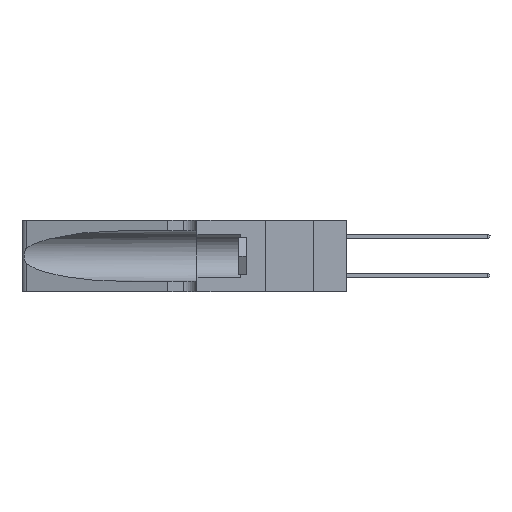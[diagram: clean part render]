
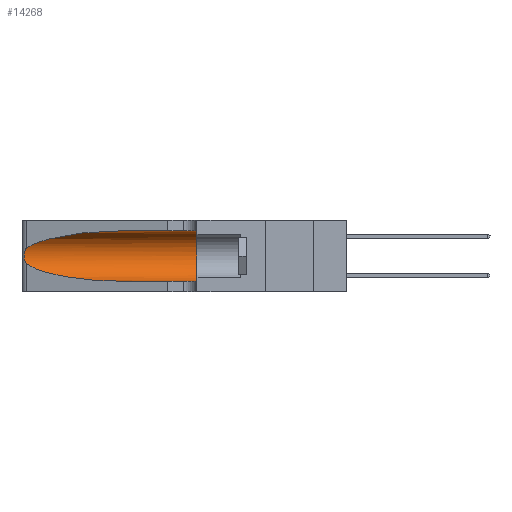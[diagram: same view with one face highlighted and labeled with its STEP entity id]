
A CAD part, left-side view. The second image highlights one B-rep face of the part: STEP entity #14268.
In plain terms, the highlighted cylindrical face has radius 3.308 mm (diameter 6.617 mm), a partial arc.
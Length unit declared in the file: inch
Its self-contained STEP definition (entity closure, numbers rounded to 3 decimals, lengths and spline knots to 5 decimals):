
#40 = VERTEX_POINT ( 'NONE', #8882 ) ;
#593 = FACE_OUTER_BOUND ( 'NONE', #7823, .T. ) ;
#1135 = LINE ( 'NONE', #10486, #17080 ) ;
#1647 = CARTESIAN_POINT ( 'NONE',  ( 0.26018, 1.23835, 0.19895 ) ) ;
#1688 = VERTEX_POINT ( 'NONE', #26824 ) ;
#1732 = CARTESIAN_POINT ( 'NONE',  ( 0.18966, 0.96281, 0.31525 ) ) ;
#2934 = EDGE_CURVE ( 'NONE', #23985, #40, #19763, .T. ) ;
#3797 = CARTESIAN_POINT ( 'NONE',  ( 0.26075, 1.23896, 0.178 ) ) ;
#3872 = CARTESIAN_POINT ( 'NONE',  ( 0.1305, 0.72297, 0.31525 ) ) ;
#4379 = VERTEX_POINT ( 'NONE', #14855 ) ;
#4462 = CIRCLE ( 'NONE', #26056, 0.13025 ) ;
#5321 = ORIENTED_EDGE ( 'NONE', *, *, #15115, .T. ) ;
#5903 = CARTESIAN_POINT ( 'NONE',  ( 0.25856, 1.23593, 0.16098 ) ) ;
#6445 = CARTESIAN_POINT ( 'NONE',  ( 0.25487, 1.22718, 0.14631 ) ) ;
#6719 = DIRECTION ( 'NONE',  ( 0., -1., 0. ) ) ;
#6962 = CARTESIAN_POINT ( 'NONE',  ( 0.25487, 1.22718, 0.14631 ) ) ;
#7293 = VERTEX_POINT ( 'NONE', #6962 ) ;
#7389 = CARTESIAN_POINT ( 'NONE',  ( 0.1305, 1.61858, 0.185 ) ) ;
#7823 = EDGE_LOOP ( 'NONE', ( #23229, #13176, #5321, #15566, #16385, #22207 ) ) ;
#7892 = CARTESIAN_POINT ( 'NONE',  ( 0.25487, 1.22718, 0.22369 ) ) ;
#7980 = CARTESIAN_POINT ( 'NONE',  ( 0.25639, 1.23186, 0.15144 ) ) ;
#8064 = CARTESIAN_POINT ( 'NONE',  ( 0.2373, 1.15595, 0.28018 ) ) ;
#8186 = LINE ( 'NONE', #25614, #24571 ) ;
#8513 = CARTESIAN_POINT ( 'NONE',  ( 0.18966, 0.96281, 0.05475 ) ) ;
#8882 = CARTESIAN_POINT ( 'NONE',  ( 0.25487, 1.22718, 0.22369 ) ) ;
#9383 = DIRECTION ( 'NONE',  ( 0., -1., 0. ) ) ;
#9979 = CARTESIAN_POINT ( 'NONE',  ( 0.25555, 1.22994, 0.2215 ) ) ;
#10044 = CARTESIAN_POINT ( 'NONE',  ( 0.1305, 0.35, 0.185 ) ) ;
#10067 = CARTESIAN_POINT ( 'NONE',  ( 0.25487, 1.22718, 0.14631 ) ) ;
#10486 = CARTESIAN_POINT ( 'NONE',  ( 0.1305, 1.61858, 0.31525 ) ) ;
#12057 = CARTESIAN_POINT ( 'NONE',  ( 0.25639, 1.23184, 0.21858 ) ) ;
#12111 = DIRECTION ( 'NONE',  ( 0., 0., 1. ) ) ;
#13176 = ORIENTED_EDGE ( 'NONE', *, *, #14945, .T. ) ;
#13353 = DIRECTION ( 'NONE',  ( 0., -1., 0. ) ) ;
#14136 = CARTESIAN_POINT ( 'NONE',  ( 0.25854, 1.2359, 0.20912 ) ) ;
#14173 = EDGE_CURVE ( 'NONE', #4379, #1688, #8186, .T. ) ;
#14268 = ADVANCED_FACE ( 'NONE', ( #593 ), #16581, .F. ) ;
#14654 = CARTESIAN_POINT ( 'NONE',  ( 0.2373, 1.15595, 0.08982 ) ) ;
#14855 = CARTESIAN_POINT ( 'NONE',  ( 0.1305, 0.72297, 0.05475 ) ) ;
#14945 = EDGE_CURVE ( 'NONE', #40, #7293, #22534, .T. ) ;
#15115 = EDGE_CURVE ( 'NONE', #7293, #4379, #17768, .T. ) ;
#15566 = ORIENTED_EDGE ( 'NONE', *, *, #14173, .T. ) ;
#16205 = CARTESIAN_POINT ( 'NONE',  ( 0.26075, 1.23896, 0.19203 ) ) ;
#16385 = ORIENTED_EDGE ( 'NONE', *, *, #24334, .F. ) ;
#16581 = CYLINDRICAL_SURFACE ( 'NONE', #18068, 0.13025 ) ;
#17080 = VECTOR ( 'NONE', #6719, 39.37008 ) ;
#17768 =( BOUNDED_CURVE ( )  B_SPLINE_CURVE ( 3, ( #6445, #14654, #8513, #22923 ),
 .UNSPECIFIED., .F., .F. ) 
 B_SPLINE_CURVE_WITH_KNOTS ( ( 4, 4 ),
 ( 3.44316, 4.71239 ),
 .UNSPECIFIED. ) 
 CURVE ( )  GEOMETRIC_REPRESENTATION_ITEM ( )  RATIONAL_B_SPLINE_CURVE ( ( 1., 0.87, 0.87, 1. ) ) 
 REPRESENTATION_ITEM ( '' )  );
#18068 = AXIS2_PLACEMENT_3D ( 'NONE', #7389, #9383, #21813 ) ;
#18263 = CARTESIAN_POINT ( 'NONE',  ( 0.26017, 1.23833, 0.17102 ) ) ;
#19763 =( BOUNDED_CURVE ( )  B_SPLINE_CURVE ( 3, ( #3872, #1732, #8064, #22466 ),
 .UNSPECIFIED., .F., .T. ) 
 B_SPLINE_CURVE_WITH_KNOTS ( ( 4, 4 ),
 ( 1.5708, 2.84003 ),
 .UNSPECIFIED. ) 
 CURVE ( )  GEOMETRIC_REPRESENTATION_ITEM ( )  RATIONAL_B_SPLINE_CURVE ( ( 1., 0.87, 0.87, 1. ) ) 
 REPRESENTATION_ITEM ( '' )  );
#20359 = CARTESIAN_POINT ( 'NONE',  ( 0.25789, 1.23486, 0.15765 ) ) ;
#21219 = CARTESIAN_POINT ( 'NONE',  ( 0.1305, 0.35, 0.31525 ) ) ;
#21813 = DIRECTION ( 'NONE',  ( 0., 0., -1. ) ) ;
#22207 = ORIENTED_EDGE ( 'NONE', *, *, #24472, .F. ) ;
#22389 = CARTESIAN_POINT ( 'NONE',  ( 0.25555, 1.22993, 0.14849 ) ) ;
#22466 = CARTESIAN_POINT ( 'NONE',  ( 0.25487, 1.22718, 0.22369 ) ) ;
#22534 = B_SPLINE_CURVE_WITH_KNOTS ( 'NONE', 3,
 ( #7892, #9979, #12057, #26379, #14136, #1647, #16205, #3797, #18263, #5903, #20359, #7980, #22389, #10067 ),
 .UNSPECIFIED., .F., .F.,
 ( 4, 2, 2, 2, 2, 2, 4 ),
 ( 0., 0.00027, 0.00053, 0.00107, 0.0016, 0.00187, 0.00214 ),
 .UNSPECIFIED. ) ;
#22757 = VERTEX_POINT ( 'NONE', #21219 ) ;
#22923 = CARTESIAN_POINT ( 'NONE',  ( 0.1305, 0.72297, 0.05475 ) ) ;
#23229 = ORIENTED_EDGE ( 'NONE', *, *, #2934, .T. ) ;
#23985 = VERTEX_POINT ( 'NONE', #25295 ) ;
#24334 = EDGE_CURVE ( 'NONE', #22757, #1688, #4462, .T. ) ;
#24399 = DIRECTION ( 'NONE',  ( 0., 1., 0. ) ) ;
#24472 = EDGE_CURVE ( 'NONE', #23985, #22757, #1135, .T. ) ;
#24571 = VECTOR ( 'NONE', #13353, 39.37008 ) ;
#25295 = CARTESIAN_POINT ( 'NONE',  ( 0.1305, 0.72297, 0.31525 ) ) ;
#25614 = CARTESIAN_POINT ( 'NONE',  ( 0.1305, 1.61858, 0.05475 ) ) ;
#26056 = AXIS2_PLACEMENT_3D ( 'NONE', #10044, #24399, #12111 ) ;
#26379 = CARTESIAN_POINT ( 'NONE',  ( 0.25787, 1.23484, 0.2124 ) ) ;
#26824 = CARTESIAN_POINT ( 'NONE',  ( 0.1305, 0.35, 0.05475 ) ) ;
